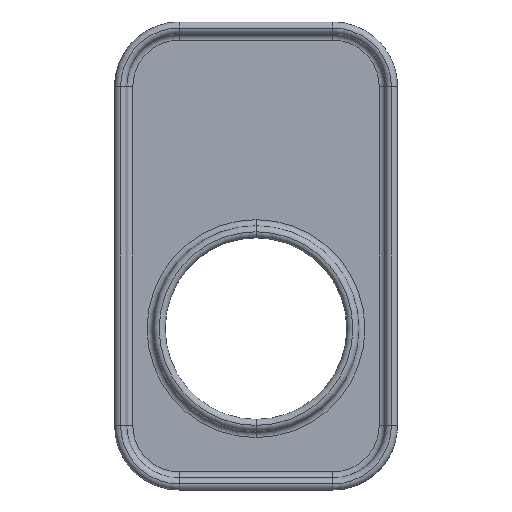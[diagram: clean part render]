
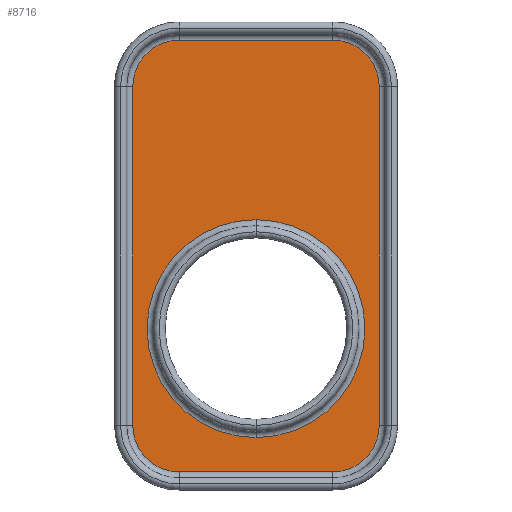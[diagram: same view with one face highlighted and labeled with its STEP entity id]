
A CAD part, front view. The second image highlights one B-rep face of the part: STEP entity #8716.
In plain terms, the highlighted planar face has unit normal (0, -1, 0).
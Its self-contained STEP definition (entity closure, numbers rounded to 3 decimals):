
#99 = VERTEX_POINT ( 'NONE', #10923 ) ;
#177 = VERTEX_POINT ( 'NONE', #2479 ) ;
#254 = VERTEX_POINT ( 'NONE', #1736 ) ;
#489 = CARTESIAN_POINT ( 'NONE',  ( 51.1, 0., -100. ) ) ;
#490 = VECTOR ( 'NONE', #2936, 1000. ) ;
#648 = AXIS2_PLACEMENT_3D ( 'NONE', #3585, #10471, #7492 ) ;
#964 = AXIS2_PLACEMENT_3D ( 'NONE', #10887, #12999, #9905 ) ;
#1000 = CARTESIAN_POINT ( 'NONE',  ( 13., 0., 0. ) ) ;
#1064 = CARTESIAN_POINT ( 'NONE',  ( -3., 0., 0. ) ) ;
#1116 = EDGE_CURVE ( 'NONE', #177, #254, #12081, .T. ) ;
#1171 = AXIS2_PLACEMENT_3D ( 'NONE', #3655, #3525, #4504 ) ;
#1436 = CARTESIAN_POINT ( 'NONE',  ( 13., 0., -84. ) ) ;
#1445 = EDGE_CURVE ( 'NONE', #5133, #8146, #3401, .T. ) ;
#1525 = DIRECTION ( 'NONE',  ( 0., 0., -1. ) ) ;
#1600 = DIRECTION ( 'NONE',  ( 0., 1., 0. ) ) ;
#1602 = CARTESIAN_POINT ( 'NONE',  ( 32.05, 0., -37.5 ) ) ;
#1603 = ORIENTED_EDGE ( 'NONE', *, *, #2537, .F. ) ;
#1713 = LINE ( 'NONE', #9453, #12028 ) ;
#1736 = CARTESIAN_POINT ( 'NONE',  ( -3., 0., 0. ) ) ;
#1811 = VECTOR ( 'NONE', #7901, 1000. ) ;
#2071 = DIRECTION ( 'NONE',  ( 0., 0., -1. ) ) ;
#2105 = ORIENTED_EDGE ( 'NONE', *, *, #9097, .F. ) ;
#2254 = CARTESIAN_POINT ( 'NONE',  ( 67.1, 0., 0. ) ) ;
#2255 = ORIENTED_EDGE ( 'NONE', *, *, #3882, .F. ) ;
#2479 = CARTESIAN_POINT ( 'NONE',  ( -3., 0., -84. ) ) ;
#2537 = EDGE_CURVE ( 'NONE', #99, #11835, #6269, .T. ) ;
#2936 = DIRECTION ( 'NONE',  ( 0., 0., 1. ) ) ;
#3161 = LINE ( 'NONE', #11087, #11393 ) ;
#3401 = CIRCLE ( 'NONE', #4689, 22.5 ) ;
#3525 = DIRECTION ( 'NONE',  ( 0., 1., 0. ) ) ;
#3585 = CARTESIAN_POINT ( 'NONE',  ( 51.1, 0., -84. ) ) ;
#3655 = CARTESIAN_POINT ( 'NONE',  ( 51.1, 0., 0. ) ) ;
#3658 = VERTEX_POINT ( 'NONE', #2254 ) ;
#3779 = ORIENTED_EDGE ( 'NONE', *, *, #1116, .F. ) ;
#3882 = EDGE_CURVE ( 'NONE', #6457, #177, #5687, .T. ) ;
#4504 = DIRECTION ( 'NONE',  ( 0., 0., -1. ) ) ;
#4626 = FACE_BOUND ( 'NONE', #5656, .T. ) ;
#4689 = AXIS2_PLACEMENT_3D ( 'NONE', #6488, #1600, #1525 ) ;
#4887 = DIRECTION ( 'NONE',  ( 0., -1., 0. ) ) ;
#4971 = CARTESIAN_POINT ( 'NONE',  ( 0., 0., 16. ) ) ;
#5068 = DIRECTION ( 'NONE',  ( 0., 0., -1. ) ) ;
#5133 = VERTEX_POINT ( 'NONE', #1602 ) ;
#5310 = AXIS2_PLACEMENT_3D ( 'NONE', #9874, #4887, #2071 ) ;
#5315 = DIRECTION ( 'NONE',  ( 0., 0., -1. ) ) ;
#5566 = ORIENTED_EDGE ( 'NONE', *, *, #9998, .T. ) ;
#5656 = EDGE_LOOP ( 'NONE', ( #6869, #6455 ) ) ;
#5687 = CIRCLE ( 'NONE', #9028, 16. ) ;
#5906 = VERTEX_POINT ( 'NONE', #11029 ) ;
#5950 = EDGE_CURVE ( 'NONE', #254, #9276, #12664, .T. ) ;
#6096 = DIRECTION ( 'NONE',  ( -1., 0., 0. ) ) ;
#6269 = CIRCLE ( 'NONE', #648, 16. ) ;
#6455 = ORIENTED_EDGE ( 'NONE', *, *, #1445, .T. ) ;
#6457 = VERTEX_POINT ( 'NONE', #8001 ) ;
#6488 = CARTESIAN_POINT ( 'NONE',  ( 32.05, 0., -60. ) ) ;
#6592 = CIRCLE ( 'NONE', #964, 22.5 ) ;
#6606 = CARTESIAN_POINT ( 'NONE',  ( 13., 0., 16. ) ) ;
#6701 = PLANE ( 'NONE',  #5310 ) ;
#6869 = ORIENTED_EDGE ( 'NONE', *, *, #7036, .T. ) ;
#7036 = EDGE_CURVE ( 'NONE', #8146, #5133, #6592, .T. ) ;
#7076 = ORIENTED_EDGE ( 'NONE', *, *, #7451, .T. ) ;
#7451 = EDGE_CURVE ( 'NONE', #5906, #9276, #12987, .T. ) ;
#7492 = DIRECTION ( 'NONE',  ( 0., 0., -1. ) ) ;
#7901 = DIRECTION ( 'NONE',  ( -1., 0., 0. ) ) ;
#8001 = CARTESIAN_POINT ( 'NONE',  ( 13., 0., -100. ) ) ;
#8005 = AXIS2_PLACEMENT_3D ( 'NONE', #1000, #8113, #5315 ) ;
#8113 = DIRECTION ( 'NONE',  ( 0., 1., 0. ) ) ;
#8146 = VERTEX_POINT ( 'NONE', #11225 ) ;
#8603 = ORIENTED_EDGE ( 'NONE', *, *, #10396, .F. ) ;
#8671 = DIRECTION ( 'NONE',  ( 0., 0., 1. ) ) ;
#8716 = ADVANCED_FACE ( 'NONE', ( #12641, #4626 ), #6701, .T. ) ;
#9028 = AXIS2_PLACEMENT_3D ( 'NONE', #1436, #10194, #5068 ) ;
#9097 = EDGE_CURVE ( 'NONE', #11835, #6457, #3161, .T. ) ;
#9276 = VERTEX_POINT ( 'NONE', #6606 ) ;
#9453 = CARTESIAN_POINT ( 'NONE',  ( 67.1, 0., 0. ) ) ;
#9772 = CIRCLE ( 'NONE', #1171, 16. ) ;
#9874 = CARTESIAN_POINT ( 'NONE',  ( 51.1, 0., -95.5 ) ) ;
#9905 = DIRECTION ( 'NONE',  ( 0., 0., -1. ) ) ;
#9998 = EDGE_CURVE ( 'NONE', #99, #3658, #1713, .T. ) ;
#10194 = DIRECTION ( 'NONE',  ( 0., 1., 0. ) ) ;
#10396 = EDGE_CURVE ( 'NONE', #5906, #3658, #9772, .T. ) ;
#10471 = DIRECTION ( 'NONE',  ( 0., 1., 0. ) ) ;
#10887 = CARTESIAN_POINT ( 'NONE',  ( 32.05, 0., -60. ) ) ;
#10923 = CARTESIAN_POINT ( 'NONE',  ( 67.1, 0., -84. ) ) ;
#11029 = CARTESIAN_POINT ( 'NONE',  ( 51.1, 0., 16. ) ) ;
#11087 = CARTESIAN_POINT ( 'NONE',  ( 0., 0., -100. ) ) ;
#11225 = CARTESIAN_POINT ( 'NONE',  ( 32.05, 0., -82.5 ) ) ;
#11393 = VECTOR ( 'NONE', #6096, 1000. ) ;
#11818 = EDGE_LOOP ( 'NONE', ( #1603, #5566, #8603, #7076, #12688, #3779, #2255, #2105 ) ) ;
#11835 = VERTEX_POINT ( 'NONE', #489 ) ;
#12028 = VECTOR ( 'NONE', #8671, 1000. ) ;
#12081 = LINE ( 'NONE', #1064, #490 ) ;
#12641 = FACE_OUTER_BOUND ( 'NONE', #11818, .T. ) ;
#12664 = CIRCLE ( 'NONE', #8005, 16. ) ;
#12688 = ORIENTED_EDGE ( 'NONE', *, *, #5950, .F. ) ;
#12987 = LINE ( 'NONE', #4971, #1811 ) ;
#12999 = DIRECTION ( 'NONE',  ( 0., 1., 0. ) ) ;
